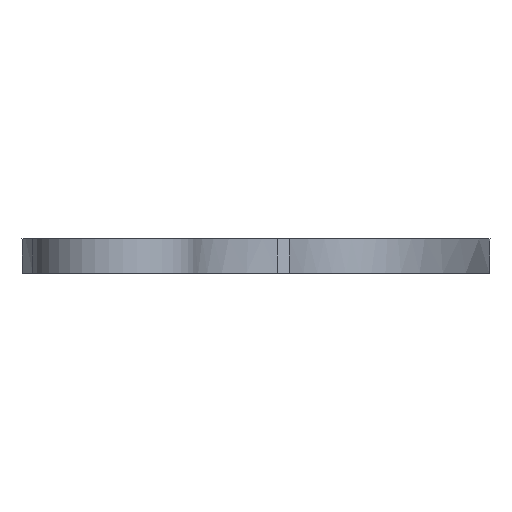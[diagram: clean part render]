
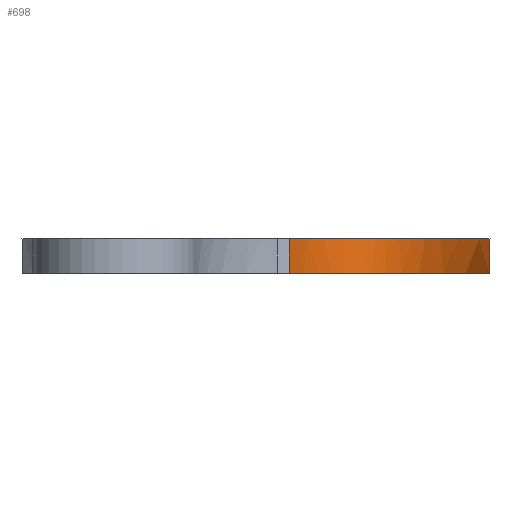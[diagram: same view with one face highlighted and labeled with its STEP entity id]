
A CAD part, left-side view. The second image highlights one B-rep face of the part: STEP entity #698.
In plain terms, the highlighted free-form (B-spline) face has degree [5, 1] with [25, 2] control points.
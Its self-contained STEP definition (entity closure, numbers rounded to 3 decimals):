
#95=FACE_OUTER_BOUND('',#132,.T.);
#132=EDGE_LOOP('',(#477,#478,#479,#480));
#185=LINE('',#1006,#235);
#186=LINE('',#1033,#236);
#235=VECTOR('',#793,10.);
#236=VECTOR('',#794,10.);
#285=(
BOUNDED_CURVE()
B_SPLINE_CURVE(5,(#980,#981,#982,#983,#984,#985,#986,#987,#988,#989,#990,
#991,#992,#993,#994,#995,#996,#997,#998,#999,#1000,#1001,#1002,#1003,#1004),
 .UNSPECIFIED.,.F.,.F.)
B_SPLINE_CURVE_WITH_KNOTS((6,1,1,1,1,1,1,1,1,1,1,1,1,1,1,1,1,1,1,1,6),(0.,
0.05,0.1,0.15,0.2,0.25,0.3,0.35,0.4,0.45,0.5,0.55,0.6,0.65,0.7,0.75,0.8,
0.85,0.9,0.95,1.),.UNSPECIFIED.)
CURVE()
GEOMETRIC_REPRESENTATION_ITEM()
RATIONAL_B_SPLINE_CURVE((1.,1.,1.,1.,1.,1.,1.,1.,1.,1.,1.,1.,1.,1.,1.,1.,
1.,1.,1.,1.,1.,1.,1.,1.,1.))
REPRESENTATION_ITEM('')
);
#286=(
BOUNDED_CURVE()
B_SPLINE_CURVE(5,(#1008,#1009,#1010,#1011,#1012,#1013,#1014,#1015,#1016,
#1017,#1018,#1019,#1020,#1021,#1022,#1023,#1024,#1025,#1026,#1027,#1028,
#1029,#1030,#1031,#1032),.UNSPECIFIED.,.F.,.F.)
B_SPLINE_CURVE_WITH_KNOTS((6,1,1,1,1,1,1,1,1,1,1,1,1,1,1,1,1,1,1,1,6),(-1.,
-0.95,-0.9,-0.85,-0.8,-0.75,-0.7,-0.65,-0.6,-0.55,-0.5,-0.45,-0.4,-0.35,
-0.3,-0.25,-0.2,-0.15,-0.1,-0.05,0.),.UNSPECIFIED.)
CURVE()
GEOMETRIC_REPRESENTATION_ITEM()
RATIONAL_B_SPLINE_CURVE((1.,1.,1.,1.,1.,1.,1.,1.,1.,1.,1.,1.,1.,1.,1.,1.,
1.,1.,1.,1.,1.,1.,1.,1.,1.))
REPRESENTATION_ITEM('')
);
#302=VERTEX_POINT('',#978);
#303=VERTEX_POINT('',#979);
#304=VERTEX_POINT('',#1005);
#305=VERTEX_POINT('',#1007);
#372=EDGE_CURVE('',#302,#303,#285,.T.);
#373=EDGE_CURVE('',#304,#302,#185,.T.);
#374=EDGE_CURVE('',#305,#304,#286,.T.);
#375=EDGE_CURVE('',#303,#305,#186,.T.);
#477=ORIENTED_EDGE('',*,*,#372,.F.);
#478=ORIENTED_EDGE('',*,*,#373,.F.);
#479=ORIENTED_EDGE('',*,*,#374,.F.);
#480=ORIENTED_EDGE('',*,*,#375,.F.);
#687=(
BOUNDED_SURFACE()
B_SPLINE_SURFACE(5,1,((#928,#929),(#930,#931),(#932,#933),(#934,#935),(#936,
#937),(#938,#939),(#940,#941),(#942,#943),(#944,#945),(#946,#947),(#948,
#949),(#950,#951),(#952,#953),(#954,#955),(#956,#957),(#958,#959),(#960,
#961),(#962,#963),(#964,#965),(#966,#967),(#968,#969),(#970,#971),(#972,
#973),(#974,#975),(#976,#977)),.UNSPECIFIED.,.F.,.F.,.F.)
B_SPLINE_SURFACE_WITH_KNOTS((6,1,1,1,1,1,1,1,1,1,1,1,1,1,1,1,1,1,1,1,6),
(2,2),(-1.,-0.95,-0.9,-0.85,-0.8,-0.75,-0.7,-0.65,-0.6,-0.55,-0.5,-0.45,
-0.4,-0.35,-0.3,-0.25,-0.2,-0.15,-0.1,-0.05,0.),(0.,0.63),.UNSPECIFIED.)
GEOMETRIC_REPRESENTATION_ITEM()
RATIONAL_B_SPLINE_SURFACE(((1.,1.),(1.,1.),(1.,1.),(1.,1.),(1.,1.),(1.,
1.),(1.,1.),(1.,1.),(1.,1.),(1.,1.),(1.,1.),(1.,1.),(1.,1.),(1.,1.),(1.,
1.),(1.,1.),(1.,1.),(1.,1.),(1.,1.),(1.,1.),(1.,1.),(1.,1.),(1.,1.),(1.,
1.),(1.,1.)))
REPRESENTATION_ITEM('')
SURFACE()
);
#698=ADVANCED_FACE('',(#95),#687,.T.);
#793=DIRECTION('',(0.,0.,1.));
#794=DIRECTION('',(0.,0.,-1.));
#928=CARTESIAN_POINT('Ctrl Pts',(342.067,68.589,6.3));
#929=CARTESIAN_POINT('Ctrl Pts',(342.067,68.589,0.));
#930=CARTESIAN_POINT('Ctrl Pts',(341.575,68.048,6.3));
#931=CARTESIAN_POINT('Ctrl Pts',(341.575,68.048,0.));
#932=CARTESIAN_POINT('Ctrl Pts',(340.347,66.977,6.3));
#933=CARTESIAN_POINT('Ctrl Pts',(340.347,66.977,0.));
#934=CARTESIAN_POINT('Ctrl Pts',(337.767,65.404,6.3));
#935=CARTESIAN_POINT('Ctrl Pts',(337.767,65.404,0.));
#936=CARTESIAN_POINT('Ctrl Pts',(332.848,63.374,6.3));
#937=CARTESIAN_POINT('Ctrl Pts',(332.848,63.374,0.));
#938=CARTESIAN_POINT('Ctrl Pts',(324.222,60.956,6.3));
#939=CARTESIAN_POINT('Ctrl Pts',(324.222,60.956,0.));
#940=CARTESIAN_POINT('Ctrl Pts',(313.151,58.667,6.3));
#941=CARTESIAN_POINT('Ctrl Pts',(313.151,58.667,0.));
#942=CARTESIAN_POINT('Ctrl Pts',(299.738,56.531,6.3));
#943=CARTESIAN_POINT('Ctrl Pts',(299.738,56.531,0.));
#944=CARTESIAN_POINT('Ctrl Pts',(284.147,54.579,6.3));
#945=CARTESIAN_POINT('Ctrl Pts',(284.147,54.579,0.));
#946=CARTESIAN_POINT('Ctrl Pts',(266.606,52.853,6.3));
#947=CARTESIAN_POINT('Ctrl Pts',(266.606,52.853,0.));
#948=CARTESIAN_POINT('Ctrl Pts',(247.413,51.406,6.3));
#949=CARTESIAN_POINT('Ctrl Pts',(247.413,51.406,0.));
#950=CARTESIAN_POINT('Ctrl Pts',(226.94,50.303,6.3));
#951=CARTESIAN_POINT('Ctrl Pts',(226.94,50.303,0.));
#952=CARTESIAN_POINT('Ctrl Pts',(205.638,49.621,6.3));
#953=CARTESIAN_POINT('Ctrl Pts',(205.638,49.621,0.));
#954=CARTESIAN_POINT('Ctrl Pts',(184.057,49.45,6.3));
#955=CARTESIAN_POINT('Ctrl Pts',(184.057,49.45,0.));
#956=CARTESIAN_POINT('Ctrl Pts',(162.813,49.889,6.3));
#957=CARTESIAN_POINT('Ctrl Pts',(162.813,49.889,0.));
#958=CARTESIAN_POINT('Ctrl Pts',(142.557,51.042,6.3));
#959=CARTESIAN_POINT('Ctrl Pts',(142.557,51.042,0.));
#960=CARTESIAN_POINT('Ctrl Pts',(123.936,53.011,6.3));
#961=CARTESIAN_POINT('Ctrl Pts',(123.936,53.011,0.));
#962=CARTESIAN_POINT('Ctrl Pts',(107.561,55.895,6.3));
#963=CARTESIAN_POINT('Ctrl Pts',(107.561,55.895,0.));
#964=CARTESIAN_POINT('Ctrl Pts',(93.968,59.778,6.3));
#965=CARTESIAN_POINT('Ctrl Pts',(93.968,59.778,0.));
#966=CARTESIAN_POINT('Ctrl Pts',(83.582,64.725,6.3));
#967=CARTESIAN_POINT('Ctrl Pts',(83.582,64.725,0.));
#968=CARTESIAN_POINT('Ctrl Pts',(76.664,70.773,6.3));
#969=CARTESIAN_POINT('Ctrl Pts',(76.664,70.773,0.));
#970=CARTESIAN_POINT('Ctrl Pts',(73.974,76.497,6.3));
#971=CARTESIAN_POINT('Ctrl Pts',(73.974,76.497,0.));
#972=CARTESIAN_POINT('Ctrl Pts',(73.557,81.286,6.3));
#973=CARTESIAN_POINT('Ctrl Pts',(73.557,81.286,0.));
#974=CARTESIAN_POINT('Ctrl Pts',(73.987,84.697,6.3));
#975=CARTESIAN_POINT('Ctrl Pts',(73.987,84.697,0.));
#976=CARTESIAN_POINT('Ctrl Pts',(74.379,86.457,6.3));
#977=CARTESIAN_POINT('Ctrl Pts',(74.379,86.457,0.));
#978=CARTESIAN_POINT('',(74.379,86.457,6.3));
#979=CARTESIAN_POINT('',(342.067,68.589,6.3));
#980=CARTESIAN_POINT('Ctrl Pts',(74.379,86.457,6.3));
#981=CARTESIAN_POINT('Ctrl Pts',(73.987,84.697,6.3));
#982=CARTESIAN_POINT('Ctrl Pts',(73.557,81.286,6.3));
#983=CARTESIAN_POINT('Ctrl Pts',(73.974,76.497,6.3));
#984=CARTESIAN_POINT('Ctrl Pts',(76.664,70.773,6.3));
#985=CARTESIAN_POINT('Ctrl Pts',(83.582,64.725,6.3));
#986=CARTESIAN_POINT('Ctrl Pts',(93.968,59.778,6.3));
#987=CARTESIAN_POINT('Ctrl Pts',(107.561,55.895,6.3));
#988=CARTESIAN_POINT('Ctrl Pts',(123.936,53.011,6.3));
#989=CARTESIAN_POINT('Ctrl Pts',(142.557,51.042,6.3));
#990=CARTESIAN_POINT('Ctrl Pts',(162.813,49.889,6.3));
#991=CARTESIAN_POINT('Ctrl Pts',(184.057,49.45,6.3));
#992=CARTESIAN_POINT('Ctrl Pts',(205.638,49.621,6.3));
#993=CARTESIAN_POINT('Ctrl Pts',(226.94,50.303,6.3));
#994=CARTESIAN_POINT('Ctrl Pts',(247.413,51.406,6.3));
#995=CARTESIAN_POINT('Ctrl Pts',(266.606,52.853,6.3));
#996=CARTESIAN_POINT('Ctrl Pts',(284.147,54.579,6.3));
#997=CARTESIAN_POINT('Ctrl Pts',(299.738,56.531,6.3));
#998=CARTESIAN_POINT('Ctrl Pts',(313.151,58.667,6.3));
#999=CARTESIAN_POINT('Ctrl Pts',(324.222,60.956,6.3));
#1000=CARTESIAN_POINT('Ctrl Pts',(332.848,63.374,6.3));
#1001=CARTESIAN_POINT('Ctrl Pts',(337.767,65.404,6.3));
#1002=CARTESIAN_POINT('Ctrl Pts',(340.347,66.977,6.3));
#1003=CARTESIAN_POINT('Ctrl Pts',(341.575,68.048,6.3));
#1004=CARTESIAN_POINT('Ctrl Pts',(342.067,68.589,6.3));
#1005=CARTESIAN_POINT('',(74.379,86.457,0.));
#1006=CARTESIAN_POINT('',(74.379,86.457,6.3));
#1007=CARTESIAN_POINT('',(342.067,68.589,0.));
#1008=CARTESIAN_POINT('Ctrl Pts',(342.067,68.589,0.));
#1009=CARTESIAN_POINT('Ctrl Pts',(341.575,68.048,0.));
#1010=CARTESIAN_POINT('Ctrl Pts',(340.347,66.977,0.));
#1011=CARTESIAN_POINT('Ctrl Pts',(337.767,65.404,0.));
#1012=CARTESIAN_POINT('Ctrl Pts',(332.848,63.374,0.));
#1013=CARTESIAN_POINT('Ctrl Pts',(324.222,60.956,0.));
#1014=CARTESIAN_POINT('Ctrl Pts',(313.151,58.667,0.));
#1015=CARTESIAN_POINT('Ctrl Pts',(299.738,56.531,0.));
#1016=CARTESIAN_POINT('Ctrl Pts',(284.147,54.579,0.));
#1017=CARTESIAN_POINT('Ctrl Pts',(266.606,52.853,0.));
#1018=CARTESIAN_POINT('Ctrl Pts',(247.413,51.406,0.));
#1019=CARTESIAN_POINT('Ctrl Pts',(226.94,50.303,0.));
#1020=CARTESIAN_POINT('Ctrl Pts',(205.638,49.621,0.));
#1021=CARTESIAN_POINT('Ctrl Pts',(184.057,49.45,0.));
#1022=CARTESIAN_POINT('Ctrl Pts',(162.813,49.889,0.));
#1023=CARTESIAN_POINT('Ctrl Pts',(142.557,51.042,0.));
#1024=CARTESIAN_POINT('Ctrl Pts',(123.936,53.011,0.));
#1025=CARTESIAN_POINT('Ctrl Pts',(107.561,55.895,0.));
#1026=CARTESIAN_POINT('Ctrl Pts',(93.968,59.778,0.));
#1027=CARTESIAN_POINT('Ctrl Pts',(83.582,64.725,0.));
#1028=CARTESIAN_POINT('Ctrl Pts',(76.664,70.773,0.));
#1029=CARTESIAN_POINT('Ctrl Pts',(73.974,76.497,0.));
#1030=CARTESIAN_POINT('Ctrl Pts',(73.557,81.286,0.));
#1031=CARTESIAN_POINT('Ctrl Pts',(73.987,84.697,0.));
#1032=CARTESIAN_POINT('Ctrl Pts',(74.379,86.457,0.));
#1033=CARTESIAN_POINT('',(342.067,68.589,6.3));
